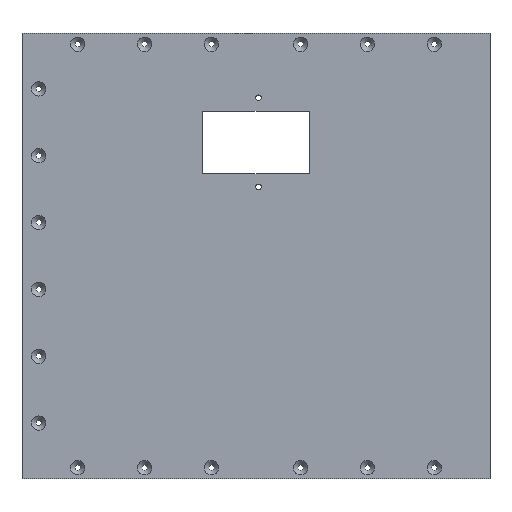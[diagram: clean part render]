
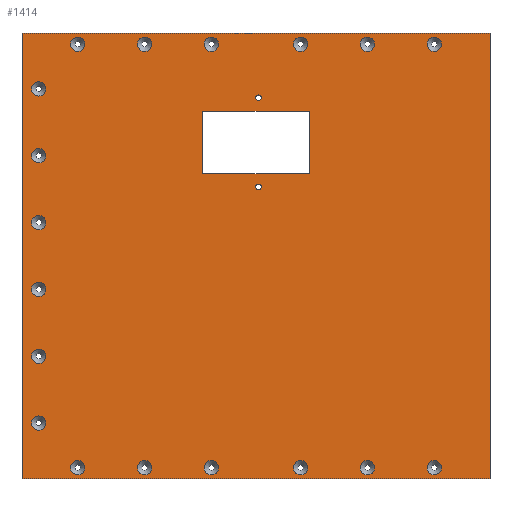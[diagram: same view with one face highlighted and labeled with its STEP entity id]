
A CAD part, top view. The second image highlights one B-rep face of the part: STEP entity #1414.
In plain terms, the highlighted planar face has unit normal (0, 0, 1).
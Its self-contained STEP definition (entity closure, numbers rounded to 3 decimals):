
#15=FACE_BOUND('',#181,.T.);
#16=FACE_BOUND('',#182,.T.);
#17=FACE_BOUND('',#183,.T.);
#18=FACE_BOUND('',#184,.T.);
#19=FACE_BOUND('',#185,.T.);
#20=FACE_BOUND('',#186,.T.);
#21=FACE_BOUND('',#187,.T.);
#22=FACE_BOUND('',#188,.T.);
#23=FACE_BOUND('',#189,.T.);
#24=FACE_BOUND('',#190,.T.);
#25=FACE_BOUND('',#191,.T.);
#26=FACE_BOUND('',#192,.T.);
#27=FACE_BOUND('',#193,.T.);
#28=FACE_BOUND('',#194,.T.);
#29=FACE_BOUND('',#195,.T.);
#30=FACE_BOUND('',#196,.T.);
#31=FACE_BOUND('',#197,.T.);
#32=FACE_BOUND('',#198,.T.);
#33=FACE_BOUND('',#199,.T.);
#34=FACE_BOUND('',#200,.T.);
#35=FACE_BOUND('',#201,.T.);
#91=PLANE('',#1508);
#115=FACE_OUTER_BOUND('',#180,.T.);
#180=EDGE_LOOP('',(#990,#991,#992,#993));
#181=EDGE_LOOP('',(#994));
#182=EDGE_LOOP('',(#995));
#183=EDGE_LOOP('',(#996,#997,#998,#999));
#184=EDGE_LOOP('',(#1000));
#185=EDGE_LOOP('',(#1001));
#186=EDGE_LOOP('',(#1002));
#187=EDGE_LOOP('',(#1003));
#188=EDGE_LOOP('',(#1004));
#189=EDGE_LOOP('',(#1005));
#190=EDGE_LOOP('',(#1006));
#191=EDGE_LOOP('',(#1007));
#192=EDGE_LOOP('',(#1008));
#193=EDGE_LOOP('',(#1009));
#194=EDGE_LOOP('',(#1010));
#195=EDGE_LOOP('',(#1011));
#196=EDGE_LOOP('',(#1012));
#197=EDGE_LOOP('',(#1013));
#198=EDGE_LOOP('',(#1014));
#199=EDGE_LOOP('',(#1015));
#200=EDGE_LOOP('',(#1016));
#201=EDGE_LOOP('',(#1017));
#294=LINE('',#2148,#391);
#298=LINE('',#2156,#395);
#301=LINE('',#2162,#398);
#304=LINE('',#2167,#401);
#307=LINE('',#2180,#404);
#308=LINE('',#2182,#405);
#309=LINE('',#2184,#406);
#310=LINE('',#2185,#407);
#391=VECTOR('',#1693,10.);
#395=VECTOR('',#1699,10.);
#398=VECTOR('',#1704,10.);
#401=VECTOR('',#1709,10.);
#404=VECTOR('',#1722,10.);
#405=VECTOR('',#1723,10.);
#406=VECTOR('',#1724,10.);
#407=VECTOR('',#1725,10.);
#488=CIRCLE('',#1495,1.25);
#491=CIRCLE('',#1499,1.25);
#492=CIRCLE('',#1505,3.25);
#495=CIRCLE('',#1509,3.25);
#496=CIRCLE('',#1510,3.25);
#497=CIRCLE('',#1511,3.25);
#498=CIRCLE('',#1512,3.25);
#499=CIRCLE('',#1513,3.25);
#500=CIRCLE('',#1514,3.25);
#501=CIRCLE('',#1515,3.25);
#502=CIRCLE('',#1516,3.25);
#503=CIRCLE('',#1517,3.25);
#504=CIRCLE('',#1518,3.25);
#505=CIRCLE('',#1519,3.25);
#506=CIRCLE('',#1520,3.25);
#507=CIRCLE('',#1521,3.25);
#508=CIRCLE('',#1522,3.25);
#509=CIRCLE('',#1523,3.25);
#510=CIRCLE('',#1524,3.25);
#511=CIRCLE('',#1525,3.25);
#602=VERTEX_POINT('',#2134);
#605=VERTEX_POINT('',#2142);
#606=VERTEX_POINT('',#2146);
#607=VERTEX_POINT('',#2147);
#610=VERTEX_POINT('',#2155);
#612=VERTEX_POINT('',#2161);
#614=VERTEX_POINT('',#2170);
#617=VERTEX_POINT('',#2178);
#618=VERTEX_POINT('',#2179);
#619=VERTEX_POINT('',#2181);
#620=VERTEX_POINT('',#2183);
#621=VERTEX_POINT('',#2186);
#622=VERTEX_POINT('',#2188);
#623=VERTEX_POINT('',#2190);
#624=VERTEX_POINT('',#2192);
#625=VERTEX_POINT('',#2194);
#626=VERTEX_POINT('',#2196);
#627=VERTEX_POINT('',#2198);
#628=VERTEX_POINT('',#2200);
#629=VERTEX_POINT('',#2202);
#630=VERTEX_POINT('',#2204);
#631=VERTEX_POINT('',#2206);
#632=VERTEX_POINT('',#2208);
#633=VERTEX_POINT('',#2210);
#634=VERTEX_POINT('',#2212);
#635=VERTEX_POINT('',#2214);
#636=VERTEX_POINT('',#2216);
#637=VERTEX_POINT('',#2218);
#751=EDGE_CURVE('',#602,#602,#488,.T.);
#755=EDGE_CURVE('',#605,#605,#491,.T.);
#756=EDGE_CURVE('',#606,#607,#294,.T.);
#760=EDGE_CURVE('',#607,#610,#298,.T.);
#763=EDGE_CURVE('',#610,#612,#301,.T.);
#766=EDGE_CURVE('',#612,#606,#304,.T.);
#768=EDGE_CURVE('',#614,#614,#492,.T.);
#772=EDGE_CURVE('',#617,#618,#307,.T.);
#773=EDGE_CURVE('',#618,#619,#308,.T.);
#774=EDGE_CURVE('',#620,#619,#309,.T.);
#775=EDGE_CURVE('',#617,#620,#310,.T.);
#776=EDGE_CURVE('',#621,#621,#495,.T.);
#777=EDGE_CURVE('',#622,#622,#496,.T.);
#778=EDGE_CURVE('',#623,#623,#497,.T.);
#779=EDGE_CURVE('',#624,#624,#498,.T.);
#780=EDGE_CURVE('',#625,#625,#499,.T.);
#781=EDGE_CURVE('',#626,#626,#500,.T.);
#782=EDGE_CURVE('',#627,#627,#501,.T.);
#783=EDGE_CURVE('',#628,#628,#502,.T.);
#784=EDGE_CURVE('',#629,#629,#503,.T.);
#785=EDGE_CURVE('',#630,#630,#504,.T.);
#786=EDGE_CURVE('',#631,#631,#505,.T.);
#787=EDGE_CURVE('',#632,#632,#506,.T.);
#788=EDGE_CURVE('',#633,#633,#507,.T.);
#789=EDGE_CURVE('',#634,#634,#508,.T.);
#790=EDGE_CURVE('',#635,#635,#509,.T.);
#791=EDGE_CURVE('',#636,#636,#510,.T.);
#792=EDGE_CURVE('',#637,#637,#511,.T.);
#990=ORIENTED_EDGE('',*,*,#772,.T.);
#991=ORIENTED_EDGE('',*,*,#773,.T.);
#992=ORIENTED_EDGE('',*,*,#774,.F.);
#993=ORIENTED_EDGE('',*,*,#775,.F.);
#994=ORIENTED_EDGE('',*,*,#751,.T.);
#995=ORIENTED_EDGE('',*,*,#755,.T.);
#996=ORIENTED_EDGE('',*,*,#763,.T.);
#997=ORIENTED_EDGE('',*,*,#766,.T.);
#998=ORIENTED_EDGE('',*,*,#756,.T.);
#999=ORIENTED_EDGE('',*,*,#760,.T.);
#1000=ORIENTED_EDGE('',*,*,#776,.F.);
#1001=ORIENTED_EDGE('',*,*,#777,.F.);
#1002=ORIENTED_EDGE('',*,*,#778,.F.);
#1003=ORIENTED_EDGE('',*,*,#779,.F.);
#1004=ORIENTED_EDGE('',*,*,#780,.F.);
#1005=ORIENTED_EDGE('',*,*,#781,.F.);
#1006=ORIENTED_EDGE('',*,*,#782,.F.);
#1007=ORIENTED_EDGE('',*,*,#783,.F.);
#1008=ORIENTED_EDGE('',*,*,#784,.F.);
#1009=ORIENTED_EDGE('',*,*,#785,.F.);
#1010=ORIENTED_EDGE('',*,*,#786,.F.);
#1011=ORIENTED_EDGE('',*,*,#787,.F.);
#1012=ORIENTED_EDGE('',*,*,#788,.F.);
#1013=ORIENTED_EDGE('',*,*,#789,.F.);
#1014=ORIENTED_EDGE('',*,*,#790,.F.);
#1015=ORIENTED_EDGE('',*,*,#791,.F.);
#1016=ORIENTED_EDGE('',*,*,#792,.F.);
#1017=ORIENTED_EDGE('',*,*,#768,.F.);
#1414=ADVANCED_FACE('',(#115,#15,#16,#17,#18,#19,#20,#21,#22,#23,#24,#25,
#26,#27,#28,#29,#30,#31,#32,#33,#34,#35),#91,.T.);
#1495=AXIS2_PLACEMENT_3D('',#2136,#1680,#1681);
#1499=AXIS2_PLACEMENT_3D('',#2144,#1689,#1690);
#1505=AXIS2_PLACEMENT_3D('',#2171,#1713,#1714);
#1508=AXIS2_PLACEMENT_3D('',#2177,#1720,#1721);
#1509=AXIS2_PLACEMENT_3D('',#2187,#1726,#1727);
#1510=AXIS2_PLACEMENT_3D('',#2189,#1728,#1729);
#1511=AXIS2_PLACEMENT_3D('',#2191,#1730,#1731);
#1512=AXIS2_PLACEMENT_3D('',#2193,#1732,#1733);
#1513=AXIS2_PLACEMENT_3D('',#2195,#1734,#1735);
#1514=AXIS2_PLACEMENT_3D('',#2197,#1736,#1737);
#1515=AXIS2_PLACEMENT_3D('',#2199,#1738,#1739);
#1516=AXIS2_PLACEMENT_3D('',#2201,#1740,#1741);
#1517=AXIS2_PLACEMENT_3D('',#2203,#1742,#1743);
#1518=AXIS2_PLACEMENT_3D('',#2205,#1744,#1745);
#1519=AXIS2_PLACEMENT_3D('',#2207,#1746,#1747);
#1520=AXIS2_PLACEMENT_3D('',#2209,#1748,#1749);
#1521=AXIS2_PLACEMENT_3D('',#2211,#1750,#1751);
#1522=AXIS2_PLACEMENT_3D('',#2213,#1752,#1753);
#1523=AXIS2_PLACEMENT_3D('',#2215,#1754,#1755);
#1524=AXIS2_PLACEMENT_3D('',#2217,#1756,#1757);
#1525=AXIS2_PLACEMENT_3D('',#2219,#1758,#1759);
#1680=DIRECTION('center_axis',(0.,0.,-1.));
#1681=DIRECTION('ref_axis',(-1.,0.,0.));
#1689=DIRECTION('center_axis',(0.,0.,-1.));
#1690=DIRECTION('ref_axis',(-1.,0.,0.));
#1693=DIRECTION('',(1.,0.,0.));
#1699=DIRECTION('',(0.,-1.,0.));
#1704=DIRECTION('',(-1.,0.,0.));
#1709=DIRECTION('',(0.,1.,0.));
#1713=DIRECTION('center_axis',(0.,0.,1.));
#1714=DIRECTION('ref_axis',(1.,0.,0.));
#1720=DIRECTION('center_axis',(0.,0.,1.));
#1721=DIRECTION('ref_axis',(1.,0.,0.));
#1722=DIRECTION('',(1.,0.,0.));
#1723=DIRECTION('',(0.,1.,0.));
#1724=DIRECTION('',(1.,0.,0.));
#1725=DIRECTION('',(0.,1.,0.));
#1726=DIRECTION('center_axis',(0.,0.,1.));
#1727=DIRECTION('ref_axis',(1.,0.,0.));
#1728=DIRECTION('center_axis',(0.,0.,1.));
#1729=DIRECTION('ref_axis',(1.,0.,0.));
#1730=DIRECTION('center_axis',(0.,0.,1.));
#1731=DIRECTION('ref_axis',(1.,0.,0.));
#1732=DIRECTION('center_axis',(0.,0.,1.));
#1733=DIRECTION('ref_axis',(1.,0.,0.));
#1734=DIRECTION('center_axis',(0.,0.,1.));
#1735=DIRECTION('ref_axis',(-1.,0.,0.));
#1736=DIRECTION('center_axis',(0.,0.,1.));
#1737=DIRECTION('ref_axis',(-1.,0.,0.));
#1738=DIRECTION('center_axis',(0.,0.,1.));
#1739=DIRECTION('ref_axis',(-1.,0.,0.));
#1740=DIRECTION('center_axis',(0.,0.,1.));
#1741=DIRECTION('ref_axis',(-1.,0.,0.));
#1742=DIRECTION('center_axis',(0.,0.,1.));
#1743=DIRECTION('ref_axis',(-1.,0.,0.));
#1744=DIRECTION('center_axis',(0.,0.,1.));
#1745=DIRECTION('ref_axis',(-1.,0.,0.));
#1746=DIRECTION('center_axis',(0.,0.,1.));
#1747=DIRECTION('ref_axis',(-1.,0.,0.));
#1748=DIRECTION('center_axis',(0.,0.,1.));
#1749=DIRECTION('ref_axis',(-1.,0.,0.));
#1750=DIRECTION('center_axis',(0.,0.,1.));
#1751=DIRECTION('ref_axis',(-1.,0.,0.));
#1752=DIRECTION('center_axis',(0.,0.,1.));
#1753=DIRECTION('ref_axis',(1.,0.,0.));
#1754=DIRECTION('center_axis',(0.,0.,1.));
#1755=DIRECTION('ref_axis',(1.,0.,0.));
#1756=DIRECTION('center_axis',(0.,0.,1.));
#1757=DIRECTION('ref_axis',(1.,0.,0.));
#1758=DIRECTION('center_axis',(0.,0.,1.));
#1759=DIRECTION('ref_axis',(1.,0.,0.));
#2134=CARTESIAN_POINT('',(-102.659,171.,0.));
#2136=CARTESIAN_POINT('Origin',(-103.909,171.,0.));
#2142=CARTESIAN_POINT('',(-102.659,131.,0.));
#2144=CARTESIAN_POINT('Origin',(-103.909,131.,0.));
#2146=CARTESIAN_POINT('',(-129.,165.,0.));
#2147=CARTESIAN_POINT('',(-81.,165.,0.));
#2148=CARTESIAN_POINT('',(-145.5,165.,0.));
#2155=CARTESIAN_POINT('',(-81.,137.,0.));
#2156=CARTESIAN_POINT('',(-81.,68.5,0.));
#2161=CARTESIAN_POINT('',(-129.,137.,0.));
#2162=CARTESIAN_POINT('',(-169.5,137.,0.));
#2167=CARTESIAN_POINT('',(-129.,82.5,0.));
#2170=CARTESIAN_POINT('',(-28.25,5.,0.));
#2171=CARTESIAN_POINT('Origin',(-25.,5.,0.));
#2177=CARTESIAN_POINT('Origin',(-210.,0.,0.));
#2178=CARTESIAN_POINT('',(-210.,0.,0.));
#2179=CARTESIAN_POINT('',(0.,0.,0.));
#2180=CARTESIAN_POINT('',(-210.,0.,0.));
#2181=CARTESIAN_POINT('',(0.,200.,0.));
#2182=CARTESIAN_POINT('',(0.,0.,0.));
#2183=CARTESIAN_POINT('',(-210.,200.,0.));
#2184=CARTESIAN_POINT('',(-210.,200.,0.));
#2185=CARTESIAN_POINT('',(-210.,0.,0.));
#2186=CARTESIAN_POINT('',(-58.25,5.,0.));
#2187=CARTESIAN_POINT('Origin',(-55.,5.,0.));
#2188=CARTESIAN_POINT('',(-128.25,5.,0.));
#2189=CARTESIAN_POINT('Origin',(-125.,5.,0.));
#2190=CARTESIAN_POINT('',(-188.25,5.,0.));
#2191=CARTESIAN_POINT('Origin',(-185.,5.,0.));
#2192=CARTESIAN_POINT('',(-188.25,195.,0.));
#2193=CARTESIAN_POINT('Origin',(-185.,195.,0.));
#2194=CARTESIAN_POINT('',(-21.75,195.,0.));
#2195=CARTESIAN_POINT('Origin',(-25.,195.,0.));
#2196=CARTESIAN_POINT('',(-81.75,195.,0.));
#2197=CARTESIAN_POINT('Origin',(-85.,195.,0.));
#2198=CARTESIAN_POINT('',(-199.25,145.,0.));
#2199=CARTESIAN_POINT('Origin',(-202.5,145.,0.));
#2200=CARTESIAN_POINT('',(-199.25,85.,0.));
#2201=CARTESIAN_POINT('Origin',(-202.5,85.,0.));
#2202=CARTESIAN_POINT('',(-199.25,25.,0.));
#2203=CARTESIAN_POINT('Origin',(-202.5,25.,0.));
#2204=CARTESIAN_POINT('',(-199.25,55.,0.));
#2205=CARTESIAN_POINT('Origin',(-202.5,55.,0.));
#2206=CARTESIAN_POINT('',(-199.25,115.,0.));
#2207=CARTESIAN_POINT('Origin',(-202.5,115.,0.));
#2208=CARTESIAN_POINT('',(-199.25,175.,0.));
#2209=CARTESIAN_POINT('Origin',(-202.5,175.,0.));
#2210=CARTESIAN_POINT('',(-51.75,195.,0.));
#2211=CARTESIAN_POINT('Origin',(-55.,195.,0.));
#2212=CARTESIAN_POINT('',(-128.25,195.,0.));
#2213=CARTESIAN_POINT('Origin',(-125.,195.,0.));
#2214=CARTESIAN_POINT('',(-158.25,195.,0.));
#2215=CARTESIAN_POINT('Origin',(-155.,195.,0.));
#2216=CARTESIAN_POINT('',(-158.25,5.,0.));
#2217=CARTESIAN_POINT('Origin',(-155.,5.,0.));
#2218=CARTESIAN_POINT('',(-88.25,5.,0.));
#2219=CARTESIAN_POINT('Origin',(-85.,5.,0.));
